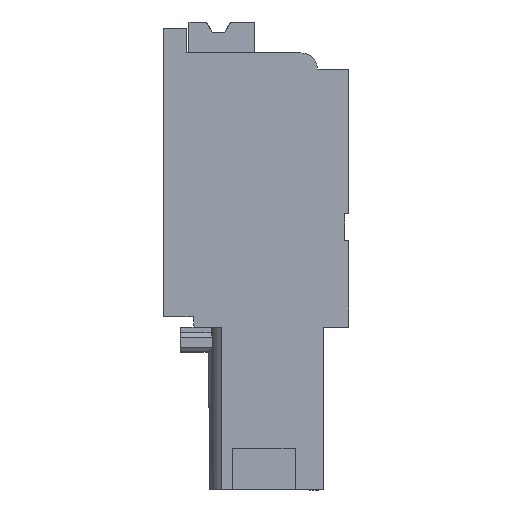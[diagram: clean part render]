
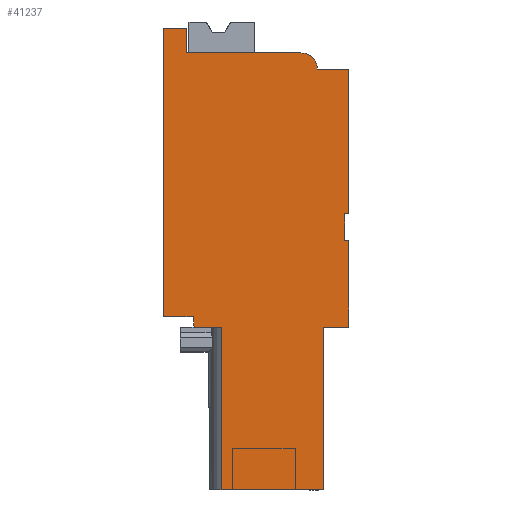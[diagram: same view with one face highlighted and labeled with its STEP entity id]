
A CAD part, left-side view. The second image highlights one B-rep face of the part: STEP entity #41237.
In plain terms, the highlighted planar face has unit normal (-1, 0, 0).
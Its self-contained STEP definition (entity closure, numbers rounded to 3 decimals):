
#8091=AXIS2_PLACEMENT_3D('Circle Axis2P3D',#8089,#8090,$) ;
#41210=AXIS2_PLACEMENT_3D('Plane Axis2P3D',#41207,#41208,#41209) ;
#40=CARTESIAN_POINT('Vertex',(0.,0.,13.4)) ;
#45=CARTESIAN_POINT('Line Origine',(0.,0.1,13.4)) ;
#49=CARTESIAN_POINT('Vertex',(0.,0.2,13.4)) ;
#83=CARTESIAN_POINT('Line Origine',(0.,0.2,12.75)) ;
#87=CARTESIAN_POINT('Vertex',(0.,0.2,12.1)) ;
#107=CARTESIAN_POINT('Line Origine',(0.,0.1,12.1)) ;
#111=CARTESIAN_POINT('Vertex',(0.,0.,12.1)) ;
#138=CARTESIAN_POINT('Line Origine',(0.,0.,10.)) ;
#142=CARTESIAN_POINT('Vertex',(0.,0.,7.9)) ;
#2095=CARTESIAN_POINT('Line Origine',(0.,0.612,7.9)) ;
#2099=CARTESIAN_POINT('Vertex',(0.,1.224,7.9)) ;
#3282=CARTESIAN_POINT('Line Origine',(0.,1.224,3.95)) ;
#3286=CARTESIAN_POINT('Vertex',(0.,1.224,0.)) ;
#5967=CARTESIAN_POINT('Line Origine',(0.,3.706,0.)) ;
#5971=CARTESIAN_POINT('Vertex',(0.,6.187,0.)) ;
#8086=CARTESIAN_POINT('Vertex',(0.,2.325,21.2)) ;
#8089=CARTESIAN_POINT('Axis2P3D Location',(0.,2.325,20.4)) ;
#8093=CARTESIAN_POINT('Vertex',(0.,1.525,20.4)) ;
#8317=CARTESIAN_POINT('Line Origine',(0.,5.087,21.2)) ;
#8321=CARTESIAN_POINT('Vertex',(0.,7.85,21.2)) ;
#10531=CARTESIAN_POINT('Line Origine',(0.,7.85,21.8)) ;
#10535=CARTESIAN_POINT('Vertex',(0.,7.85,22.4)) ;
#10562=CARTESIAN_POINT('Line Origine',(0.,8.425,22.4)) ;
#10566=CARTESIAN_POINT('Vertex',(0.,9.,22.4)) ;
#10593=CARTESIAN_POINT('Line Origine',(0.,9.,15.4)) ;
#10597=CARTESIAN_POINT('Vertex',(0.,9.,8.4)) ;
#11338=CARTESIAN_POINT('Line Origine',(0.,8.272,8.4)) ;
#11342=CARTESIAN_POINT('Vertex',(0.,7.545,8.4)) ;
#11788=CARTESIAN_POINT('Vertex',(0.,7.501,7.9)) ;
#11791=CARTESIAN_POINT('Line Origine',(0.,7.523,8.15)) ;
#11904=CARTESIAN_POINT('Vertex',(0.,6.187,7.9)) ;
#11907=CARTESIAN_POINT('Line Origine',(0.,6.844,7.9)) ;
#34620=CARTESIAN_POINT('Line Origine',(0.,0.762,20.4)) ;
#34624=CARTESIAN_POINT('Vertex',(0.,0.,20.4)) ;
#39082=CARTESIAN_POINT('Line Origine',(0.,6.187,3.95)) ;
#41207=CARTESIAN_POINT('Axis2P3D Location',(0.,0.,0.)) ;
#41212=CARTESIAN_POINT('Line Origine',(0.,0.,16.9)) ;
#46=DIRECTION('Vector Direction',(0.,1.,0.)) ;
#84=DIRECTION('Vector Direction',(0.,0.,1.)) ;
#108=DIRECTION('Vector Direction',(0.,-1.,0.)) ;
#139=DIRECTION('Vector Direction',(0.,0.,1.)) ;
#2096=DIRECTION('Vector Direction',(0.,1.,0.)) ;
#3283=DIRECTION('Vector Direction',(0.,0.,1.)) ;
#5968=DIRECTION('Vector Direction',(0.,-1.,0.)) ;
#8090=DIRECTION('Axis2P3D Direction',(-1.,-0.,0.)) ;
#8318=DIRECTION('Vector Direction',(0.,-1.,0.)) ;
#10532=DIRECTION('Vector Direction',(0.,0.,-1.)) ;
#10563=DIRECTION('Vector Direction',(0.,-1.,0.)) ;
#10594=DIRECTION('Vector Direction',(0.,0.,1.)) ;
#11339=DIRECTION('Vector Direction',(0.,-1.,0.)) ;
#11792=DIRECTION('Vector Direction',(0.,0.087,0.996)) ;
#11908=DIRECTION('Vector Direction',(0.,1.,0.)) ;
#34621=DIRECTION('Vector Direction',(0.,-1.,0.)) ;
#39083=DIRECTION('Vector Direction',(0.,0.,1.)) ;
#41208=DIRECTION('Axis2P3D Direction',(-1.,0.,0.)) ;
#41209=DIRECTION('Axis2P3D XDirection',(0.,0.,1.)) ;
#41213=DIRECTION('Vector Direction',(0.,0.,1.)) ;
#47=VECTOR('Line Direction',#46,1.) ;
#85=VECTOR('Line Direction',#84,1.) ;
#109=VECTOR('Line Direction',#108,1.) ;
#140=VECTOR('Line Direction',#139,1.) ;
#2097=VECTOR('Line Direction',#2096,1.) ;
#3284=VECTOR('Line Direction',#3283,1.) ;
#5969=VECTOR('Line Direction',#5968,1.) ;
#8319=VECTOR('Line Direction',#8318,1.) ;
#10533=VECTOR('Line Direction',#10532,1.) ;
#10564=VECTOR('Line Direction',#10563,1.) ;
#10595=VECTOR('Line Direction',#10594,1.) ;
#11340=VECTOR('Line Direction',#11339,1.) ;
#11793=VECTOR('Line Direction',#11792,1.) ;
#11909=VECTOR('Line Direction',#11908,1.) ;
#34622=VECTOR('Line Direction',#34621,1.) ;
#39084=VECTOR('Line Direction',#39083,1.) ;
#41214=VECTOR('Line Direction',#41213,1.) ;
#41218=ORIENTED_EDGE('',*,*,#41216,.T.) ;
#41219=ORIENTED_EDGE('',*,*,#34626,.T.) ;
#41220=ORIENTED_EDGE('',*,*,#8095,.T.) ;
#41221=ORIENTED_EDGE('',*,*,#8323,.T.) ;
#41222=ORIENTED_EDGE('',*,*,#10537,.T.) ;
#41223=ORIENTED_EDGE('',*,*,#10568,.T.) ;
#41224=ORIENTED_EDGE('',*,*,#10599,.T.) ;
#41225=ORIENTED_EDGE('',*,*,#11344,.T.) ;
#41226=ORIENTED_EDGE('',*,*,#11795,.T.) ;
#41227=ORIENTED_EDGE('',*,*,#11911,.T.) ;
#41228=ORIENTED_EDGE('',*,*,#39086,.F.) ;
#41229=ORIENTED_EDGE('',*,*,#5973,.T.) ;
#41230=ORIENTED_EDGE('',*,*,#3288,.T.) ;
#41231=ORIENTED_EDGE('',*,*,#2101,.T.) ;
#41232=ORIENTED_EDGE('',*,*,#144,.T.) ;
#41233=ORIENTED_EDGE('',*,*,#113,.T.) ;
#41234=ORIENTED_EDGE('',*,*,#89,.T.) ;
#41235=ORIENTED_EDGE('',*,*,#51,.T.) ;
#41237=ADVANCED_FACE('HOUSING',(#41236),#41211,.T.) ;
#8092=CIRCLE('generated circle',#8091,0.8) ;
#51=EDGE_CURVE('',#50,#41,#48,.F.) ;
#89=EDGE_CURVE('',#88,#50,#86,.T.) ;
#113=EDGE_CURVE('',#112,#88,#110,.F.) ;
#144=EDGE_CURVE('',#143,#112,#141,.T.) ;
#2101=EDGE_CURVE('',#2100,#143,#2098,.F.) ;
#3288=EDGE_CURVE('',#3287,#2100,#3285,.T.) ;
#5973=EDGE_CURVE('',#5972,#3287,#5970,.T.) ;
#8095=EDGE_CURVE('',#8094,#8087,#8092,.T.) ;
#8323=EDGE_CURVE('',#8087,#8322,#8320,.F.) ;
#10537=EDGE_CURVE('',#8322,#10536,#10534,.F.) ;
#10568=EDGE_CURVE('',#10536,#10567,#10565,.F.) ;
#10599=EDGE_CURVE('',#10567,#10598,#10596,.F.) ;
#11344=EDGE_CURVE('',#10598,#11343,#11341,.T.) ;
#11795=EDGE_CURVE('',#11343,#11789,#11794,.F.) ;
#11911=EDGE_CURVE('',#11789,#11905,#11910,.F.) ;
#34626=EDGE_CURVE('',#34625,#8094,#34623,.F.) ;
#39086=EDGE_CURVE('',#5972,#11905,#39085,.T.) ;
#41216=EDGE_CURVE('',#41,#34625,#41215,.T.) ;
#41217=EDGE_LOOP('',(#41218,#41219,#41220,#41221,#41222,#41223,#41224,#41225,#41226,#41227,#41228,#41229,#41230,#41231,#41232,#41233,#41234,#41235)) ;
#41236=FACE_OUTER_BOUND('',#41217,.T.) ;
#48=LINE('Line',#45,#47) ;
#86=LINE('Line',#83,#85) ;
#110=LINE('Line',#107,#109) ;
#141=LINE('Line',#138,#140) ;
#2098=LINE('Line',#2095,#2097) ;
#3285=LINE('Line',#3282,#3284) ;
#5970=LINE('Line',#5967,#5969) ;
#8320=LINE('Line',#8317,#8319) ;
#10534=LINE('Line',#10531,#10533) ;
#10565=LINE('Line',#10562,#10564) ;
#10596=LINE('Line',#10593,#10595) ;
#11341=LINE('Line',#11338,#11340) ;
#11794=LINE('Line',#11791,#11793) ;
#11910=LINE('Line',#11907,#11909) ;
#34623=LINE('Line',#34620,#34622) ;
#39085=LINE('Line',#39082,#39084) ;
#41215=LINE('Line',#41212,#41214) ;
#41211=PLANE('',#41210) ;
#41=VERTEX_POINT('',#40) ;
#50=VERTEX_POINT('',#49) ;
#88=VERTEX_POINT('',#87) ;
#112=VERTEX_POINT('',#111) ;
#143=VERTEX_POINT('',#142) ;
#2100=VERTEX_POINT('',#2099) ;
#3287=VERTEX_POINT('',#3286) ;
#5972=VERTEX_POINT('',#5971) ;
#8087=VERTEX_POINT('',#8086) ;
#8094=VERTEX_POINT('',#8093) ;
#8322=VERTEX_POINT('',#8321) ;
#10536=VERTEX_POINT('',#10535) ;
#10567=VERTEX_POINT('',#10566) ;
#10598=VERTEX_POINT('',#10597) ;
#11343=VERTEX_POINT('',#11342) ;
#11789=VERTEX_POINT('',#11788) ;
#11905=VERTEX_POINT('',#11904) ;
#34625=VERTEX_POINT('',#34624) ;
